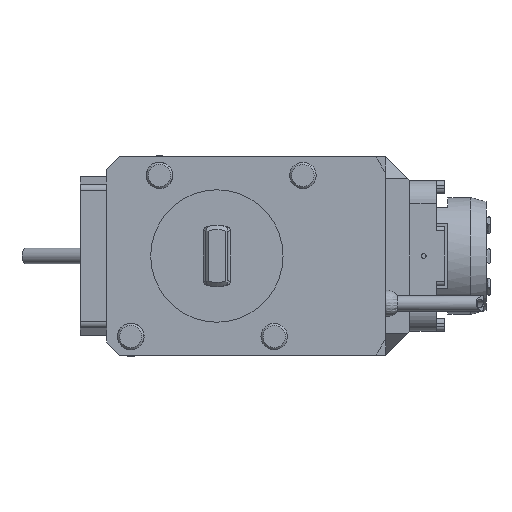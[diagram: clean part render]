
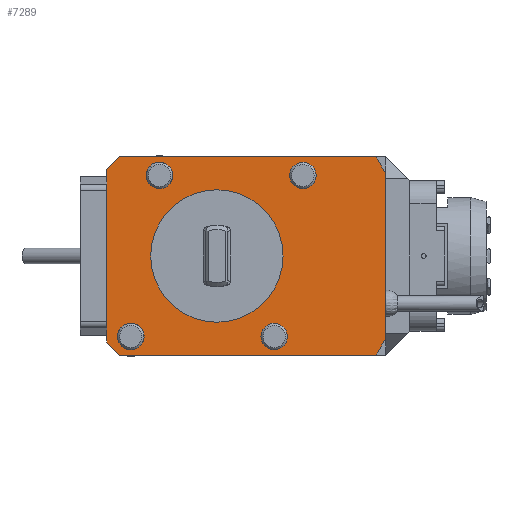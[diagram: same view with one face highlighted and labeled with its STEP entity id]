
A CAD part, front view. The second image highlights one B-rep face of the part: STEP entity #7289.
In plain terms, the highlighted planar face has unit normal (0, -1, 0).
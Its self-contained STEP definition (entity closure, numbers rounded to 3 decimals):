
#113 = DIRECTION ( 'NONE',  ( 0., -1., 0. ) ) ;
#181 = CARTESIAN_POINT ( 'NONE',  ( -50., 37.1, 36. ) ) ;
#394 = CARTESIAN_POINT ( 'NONE',  ( 76.5, 37.1, -37.051 ) ) ;
#569 = ORIENTED_EDGE ( 'NONE', *, *, #3954, .T. ) ;
#868 = CARTESIAN_POINT ( 'NONE',  ( 0., 37.1, 0. ) ) ;
#1052 = AXIS2_PLACEMENT_3D ( 'NONE', #23359, #28239, #30258 ) ;
#1222 = EDGE_CURVE ( 'NONE', #19483, #19483, #16728, .T. ) ;
#1598 = CIRCLE ( 'NONE', #6980, 6. ) ;
#1923 = AXIS2_PLACEMENT_3D ( 'NONE', #16860, #113, #9513 ) ;
#2207 = ORIENTED_EDGE ( 'NONE', *, *, #9622, .T. ) ;
#2277 = ORIENTED_EDGE ( 'NONE', *, *, #2789, .T. ) ;
#2293 = DIRECTION ( 'NONE',  ( -0.707, 0., -0.707 ) ) ;
#2420 = FACE_BOUND ( 'NONE', #15808, .T. ) ;
#2789 = EDGE_CURVE ( 'NONE', #15035, #15035, #23633, .T. ) ;
#2935 = DIRECTION ( 'NONE',  ( 0., -1., 0. ) ) ;
#2943 = LINE ( 'NONE', #12337, #11504 ) ;
#2996 = AXIS2_PLACEMENT_3D ( 'NONE', #20002, #12983, #5627 ) ;
#3050 = VERTEX_POINT ( 'NONE', #8127 ) ;
#3175 = DIRECTION ( 'NONE',  ( 1., 0., 0. ) ) ;
#3203 = DIRECTION ( 'NONE',  ( 0., -1., 0. ) ) ;
#3315 = EDGE_CURVE ( 'NONE', #14290, #9486, #2943, .T. ) ;
#3812 = LINE ( 'NONE', #15302, #27023 ) ;
#3954 = EDGE_CURVE ( 'NONE', #14867, #3050, #23286, .T. ) ;
#4105 = DIRECTION ( 'NONE',  ( 0., 0., 1. ) ) ;
#4209 = CARTESIAN_POINT ( 'NONE',  ( -26., 37.1, 36.5 ) ) ;
#4244 = ORIENTED_EDGE ( 'NONE', *, *, #3315, .F. ) ;
#4786 = LINE ( 'NONE', #27443, #10561 ) ;
#5402 = LINE ( 'NONE', #14590, #30018 ) ;
#5627 = DIRECTION ( 'NONE',  ( 0., 0., 1. ) ) ;
#5857 = CARTESIAN_POINT ( 'NONE',  ( 76.5, 37.1, 37.051 ) ) ;
#5900 = CARTESIAN_POINT ( 'NONE',  ( -50., 37.1, -36. ) ) ;
#6556 = AXIS2_PLACEMENT_3D ( 'NONE', #868, #3203, #10282 ) ;
#6757 = VERTEX_POINT ( 'NONE', #16083 ) ;
#6980 = AXIS2_PLACEMENT_3D ( 'NONE', #8259, #25059, #26902 ) ;
#7289 = ADVANCED_FACE ( 'Defeature completata1_180', ( #9670, #21452, #25857, #14089, #2420, #11824 ), #21139, .T. ) ;
#7409 = EDGE_LOOP ( 'NONE', ( #14567 ) ) ;
#7732 = DIRECTION ( 'NONE',  ( 0., 0., 1. ) ) ;
#8127 = CARTESIAN_POINT ( 'NONE',  ( -50., 37.1, 39. ) ) ;
#8139 = EDGE_CURVE ( 'NONE', #18087, #18087, #15348, .T. ) ;
#8259 = CARTESIAN_POINT ( 'NONE',  ( -39., 37.1, -36.5 ) ) ;
#8791 = CARTESIAN_POINT ( 'NONE',  ( 72.111, 37.1, -45. ) ) ;
#9486 = VERTEX_POINT ( 'NONE', #5900 ) ;
#9513 = DIRECTION ( 'NONE',  ( 0., 0., -1. ) ) ;
#9622 = EDGE_CURVE ( 'NONE', #14290, #9822, #5402, .T. ) ;
#9652 = LINE ( 'NONE', #9804, #15887 ) ;
#9670 = FACE_OUTER_BOUND ( 'NONE', #14755, .T. ) ;
#9804 = CARTESIAN_POINT ( 'NONE',  ( -50., 37.1, 0. ) ) ;
#9822 = VERTEX_POINT ( 'NONE', #23390 ) ;
#9944 = VERTEX_POINT ( 'NONE', #394 ) ;
#9948 = EDGE_CURVE ( 'NONE', #14099, #3050, #9652, .T. ) ;
#10282 = DIRECTION ( 'NONE',  ( 0., 0., -1. ) ) ;
#10561 = VECTOR ( 'NONE', #20736, 1000. ) ;
#11042 = DIRECTION ( 'NONE',  ( -1., 0., 0. ) ) ;
#11187 = CARTESIAN_POINT ( 'NONE',  ( 39., 37.1, 36.5 ) ) ;
#11377 = VERTEX_POINT ( 'NONE', #20552 ) ;
#11504 = VECTOR ( 'NONE', #7732, 1000. ) ;
#11824 = FACE_BOUND ( 'NONE', #16172, .T. ) ;
#11850 = CARTESIAN_POINT ( 'NONE',  ( -50., 37.1, 39. ) ) ;
#12328 = DIRECTION ( 'NONE',  ( 0., 0., -1. ) ) ;
#12337 = CARTESIAN_POINT ( 'NONE',  ( -50., 37.1, 0. ) ) ;
#12359 = CARTESIAN_POINT ( 'NONE',  ( 76.5, 37.1, 0. ) ) ;
#12983 = DIRECTION ( 'NONE',  ( 0., 1., 0. ) ) ;
#13121 = DIRECTION ( 'NONE',  ( 0., 1., 0. ) ) ;
#13217 = EDGE_CURVE ( 'NONE', #18283, #9944, #14783, .T. ) ;
#13591 = EDGE_CURVE ( 'NONE', #14867, #28035, #15121, .T. ) ;
#13740 = EDGE_LOOP ( 'NONE', ( #18717 ) ) ;
#14089 = FACE_BOUND ( 'NONE', #13740, .T. ) ;
#14099 = VERTEX_POINT ( 'NONE', #181 ) ;
#14153 = VECTOR ( 'NONE', #3175, 1000. ) ;
#14286 = CIRCLE ( 'NONE', #19189, 6. ) ;
#14290 = VERTEX_POINT ( 'NONE', #23854 ) ;
#14567 = ORIENTED_EDGE ( 'NONE', *, *, #8139, .F. ) ;
#14590 = CARTESIAN_POINT ( 'NONE',  ( -44., 37.1, -45. ) ) ;
#14755 = EDGE_LOOP ( 'NONE', ( #16576, #21068, #4244, #2207, #16531, #17354, #26386, #20785, #24618, #569 ) ) ;
#14783 = LINE ( 'NONE', #12359, #17083 ) ;
#14867 = VERTEX_POINT ( 'NONE', #27167 ) ;
#15035 = VERTEX_POINT ( 'NONE', #15343 ) ;
#15121 = LINE ( 'NONE', #26447, #14153 ) ;
#15302 = CARTESIAN_POINT ( 'NONE',  ( 0., 37.1, -45. ) ) ;
#15343 = CARTESIAN_POINT ( 'NONE',  ( 39., 37.1, 42.5 ) ) ;
#15348 = CIRCLE ( 'NONE', #6556, 30. ) ;
#15753 = DIRECTION ( 'NONE',  ( 0., 1., 0. ) ) ;
#15808 = EDGE_LOOP ( 'NONE', ( #20416 ) ) ;
#15879 = EDGE_CURVE ( 'NONE', #6757, #6757, #14286, .T. ) ;
#15887 = VECTOR ( 'NONE', #24188, 1000. ) ;
#16083 = CARTESIAN_POINT ( 'NONE',  ( -26., 37.1, 42.5 ) ) ;
#16172 = EDGE_LOOP ( 'NONE', ( #2277 ) ) ;
#16379 = EDGE_CURVE ( 'NONE', #11377, #11377, #1598, .T. ) ;
#16459 = EDGE_LOOP ( 'NONE', ( #28719 ) ) ;
#16531 = ORIENTED_EDGE ( 'NONE', *, *, #26691, .F. ) ;
#16576 = ORIENTED_EDGE ( 'NONE', *, *, #9948, .F. ) ;
#16728 = CIRCLE ( 'NONE', #2996, 6. ) ;
#16860 = CARTESIAN_POINT ( 'NONE',  ( 0., 37.1, 0. ) ) ;
#17083 = VECTOR ( 'NONE', #28678, 1000. ) ;
#17339 = DIRECTION ( 'NONE',  ( 0.707, 0., -0.707 ) ) ;
#17354 = ORIENTED_EDGE ( 'NONE', *, *, #26173, .T. ) ;
#18087 = VERTEX_POINT ( 'NONE', #27420 ) ;
#18283 = VERTEX_POINT ( 'NONE', #5857 ) ;
#18658 = EDGE_CURVE ( 'NONE', #18283, #28035, #26525, .T. ) ;
#18717 = ORIENTED_EDGE ( 'NONE', *, *, #16379, .T. ) ;
#19189 = AXIS2_PLACEMENT_3D ( 'NONE', #4209, #13121, #20601 ) ;
#19483 = VERTEX_POINT ( 'NONE', #26813 ) ;
#19814 = VECTOR ( 'NONE', #2293, 1000. ) ;
#20002 = CARTESIAN_POINT ( 'NONE',  ( 26., 37.1, -36.5 ) ) ;
#20416 = ORIENTED_EDGE ( 'NONE', *, *, #1222, .T. ) ;
#20552 = CARTESIAN_POINT ( 'NONE',  ( -39., 37.1, -30.5 ) ) ;
#20601 = DIRECTION ( 'NONE',  ( 0., 0., 1. ) ) ;
#20712 = AXIS2_PLACEMENT_3D ( 'NONE', #28792, #2935, #12328 ) ;
#20736 = DIRECTION ( 'NONE',  ( 0., 0., 1. ) ) ;
#20785 = ORIENTED_EDGE ( 'NONE', *, *, #18658, .T. ) ;
#21068 = ORIENTED_EDGE ( 'NONE', *, *, #22518, .F. ) ;
#21139 = PLANE ( 'NONE',  #1923 ) ;
#21452 = FACE_BOUND ( 'NONE', #7409, .T. ) ;
#22518 = EDGE_CURVE ( 'NONE', #9486, #14099, #4786, .T. ) ;
#23286 = LINE ( 'NONE', #11850, #19814 ) ;
#23359 = CARTESIAN_POINT ( 'NONE',  ( 0., 37.1, 0. ) ) ;
#23370 = VERTEX_POINT ( 'NONE', #8791 ) ;
#23390 = CARTESIAN_POINT ( 'NONE',  ( -44., 37.1, -45. ) ) ;
#23633 = CIRCLE ( 'NONE', #30008, 6. ) ;
#23674 = CARTESIAN_POINT ( 'NONE',  ( 72.111, 37.1, 45. ) ) ;
#23854 = CARTESIAN_POINT ( 'NONE',  ( -50., 37.1, -39. ) ) ;
#24188 = DIRECTION ( 'NONE',  ( 0., 0., 1. ) ) ;
#24618 = ORIENTED_EDGE ( 'NONE', *, *, #13591, .F. ) ;
#25059 = DIRECTION ( 'NONE',  ( 0., 1., 0. ) ) ;
#25507 = CIRCLE ( 'NONE', #1052, 85. ) ;
#25857 = FACE_BOUND ( 'NONE', #16459, .T. ) ;
#26173 = EDGE_CURVE ( 'NONE', #23370, #9944, #25507, .T. ) ;
#26386 = ORIENTED_EDGE ( 'NONE', *, *, #13217, .F. ) ;
#26447 = CARTESIAN_POINT ( 'NONE',  ( 0., 37.1, 45. ) ) ;
#26525 = CIRCLE ( 'NONE', #20712, 85. ) ;
#26691 = EDGE_CURVE ( 'NONE', #23370, #9822, #3812, .T. ) ;
#26813 = CARTESIAN_POINT ( 'NONE',  ( 26., 37.1, -30.5 ) ) ;
#26902 = DIRECTION ( 'NONE',  ( 0., 0., 1. ) ) ;
#27023 = VECTOR ( 'NONE', #11042, 1000. ) ;
#27167 = CARTESIAN_POINT ( 'NONE',  ( -44., 37.1, 45. ) ) ;
#27420 = CARTESIAN_POINT ( 'NONE',  ( 0., 37.1, -30. ) ) ;
#27443 = CARTESIAN_POINT ( 'NONE',  ( -50., 37.1, 0. ) ) ;
#28035 = VERTEX_POINT ( 'NONE', #23674 ) ;
#28239 = DIRECTION ( 'NONE',  ( 0., -1., 0. ) ) ;
#28678 = DIRECTION ( 'NONE',  ( 0., 0., -1. ) ) ;
#28719 = ORIENTED_EDGE ( 'NONE', *, *, #15879, .T. ) ;
#28792 = CARTESIAN_POINT ( 'NONE',  ( 0., 37.1, 0. ) ) ;
#30008 = AXIS2_PLACEMENT_3D ( 'NONE', #11187, #15753, #4105 ) ;
#30018 = VECTOR ( 'NONE', #17339, 1000. ) ;
#30258 = DIRECTION ( 'NONE',  ( 0., 0., -1. ) ) ;
